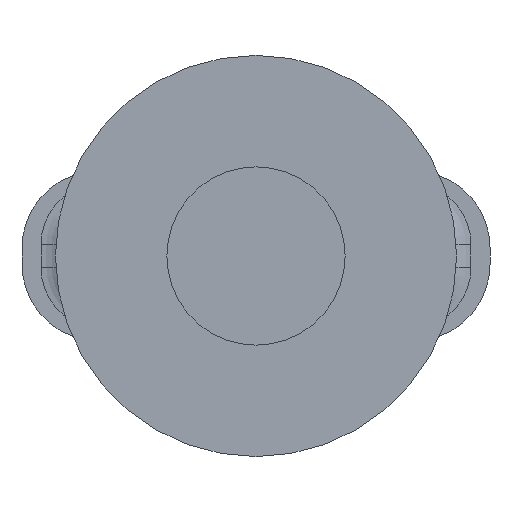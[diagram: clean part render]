
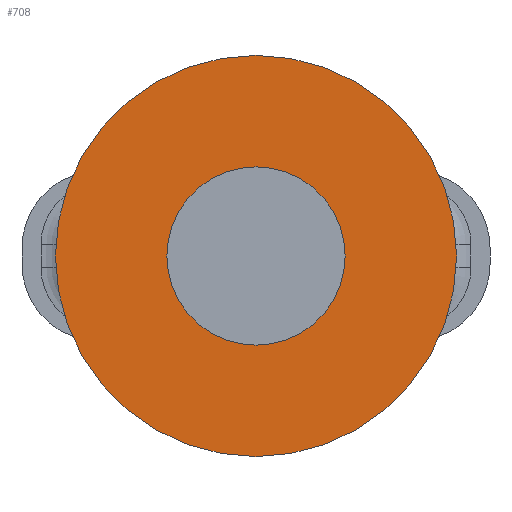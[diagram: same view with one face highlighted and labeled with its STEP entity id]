
A CAD part, front view. The second image highlights one B-rep face of the part: STEP entity #708.
In plain terms, the highlighted planar face has unit normal (0, -1, 0).
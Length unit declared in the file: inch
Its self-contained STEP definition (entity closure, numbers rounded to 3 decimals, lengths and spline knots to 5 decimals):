
#17 = ORIENTED_EDGE ( 'NONE', *, *, #1266, .F. ) ;
#31 = ORIENTED_EDGE ( 'NONE', *, *, #1545, .F. ) ;
#77 = DIRECTION ( 'NONE',  ( 0., 1., 0. ) ) ;
#129 = DIRECTION ( 'NONE',  ( 0., -1., 0. ) ) ;
#161 = CARTESIAN_POINT ( 'NONE',  ( 0., 0.037, 0. ) ) ;
#243 = AXIS2_PLACEMENT_3D ( 'NONE', #161, #1267, #496 ) ;
#292 = ORIENTED_EDGE ( 'NONE', *, *, #1299, .T. ) ;
#296 = DIRECTION ( 'NONE',  ( 0., 0., -1. ) ) ;
#329 = AXIS2_PLACEMENT_3D ( 'NONE', #544, #1149, #1414 ) ;
#496 = DIRECTION ( 'NONE',  ( 0., 0., 1. ) ) ;
#503 = VERTEX_POINT ( 'NONE', #686 ) ;
#544 = CARTESIAN_POINT ( 'NONE',  ( 0., 0.037, 0. ) ) ;
#671 = CIRCLE ( 'NONE', #858, 0.15748 ) ;
#686 = CARTESIAN_POINT ( 'NONE',  ( 0., 0.037, -0.35433 ) ) ;
#708 = ADVANCED_FACE ( 'NONE', ( #1034, #1178 ), #1473, .T. ) ;
#739 = VERTEX_POINT ( 'NONE', #759 ) ;
#748 = AXIS2_PLACEMENT_3D ( 'NONE', #1490, #129, #296 ) ;
#759 = CARTESIAN_POINT ( 'NONE',  ( 0., 0.037, 0.15748 ) ) ;
#781 = CARTESIAN_POINT ( 'NONE',  ( 0., 0.037, 0. ) ) ;
#836 = CARTESIAN_POINT ( 'NONE',  ( 0., 0.037, -0.15748 ) ) ;
#858 = AXIS2_PLACEMENT_3D ( 'NONE', #781, #1377, #1277 ) ;
#977 = CIRCLE ( 'NONE', #329, 0.35433 ) ;
#1034 = FACE_BOUND ( 'NONE', #1383, .T. ) ;
#1149 = DIRECTION ( 'NONE',  ( 0., 1., 0. ) ) ;
#1178 = FACE_OUTER_BOUND ( 'NONE', #1826, .T. ) ;
#1258 = CARTESIAN_POINT ( 'NONE',  ( 0., 0.037, 0. ) ) ;
#1266 = EDGE_CURVE ( 'NONE', #1820, #503, #1394, .T. ) ;
#1267 = DIRECTION ( 'NONE',  ( 0., 1., 0. ) ) ;
#1277 = DIRECTION ( 'NONE',  ( 0., 0., 1. ) ) ;
#1299 = EDGE_CURVE ( 'NONE', #1459, #739, #1590, .T. ) ;
#1377 = DIRECTION ( 'NONE',  ( 0., 1., 0. ) ) ;
#1383 = EDGE_LOOP ( 'NONE', ( #1384, #292 ) ) ;
#1384 = ORIENTED_EDGE ( 'NONE', *, *, #1753, .T. ) ;
#1394 = CIRCLE ( 'NONE', #243, 0.35433 ) ;
#1403 = CARTESIAN_POINT ( 'NONE',  ( 0., 0.037, 0.35433 ) ) ;
#1414 = DIRECTION ( 'NONE',  ( 0., 0., 1. ) ) ;
#1459 = VERTEX_POINT ( 'NONE', #836 ) ;
#1473 = PLANE ( 'NONE',  #748 ) ;
#1490 = CARTESIAN_POINT ( 'NONE',  ( 0., 0.037, 0. ) ) ;
#1538 = DIRECTION ( 'NONE',  ( 0., 0., 1. ) ) ;
#1545 = EDGE_CURVE ( 'NONE', #503, #1820, #977, .T. ) ;
#1590 = CIRCLE ( 'NONE', #1621, 0.15748 ) ;
#1621 = AXIS2_PLACEMENT_3D ( 'NONE', #1258, #77, #1538 ) ;
#1753 = EDGE_CURVE ( 'NONE', #739, #1459, #671, .T. ) ;
#1820 = VERTEX_POINT ( 'NONE', #1403 ) ;
#1826 = EDGE_LOOP ( 'NONE', ( #17, #31 ) ) ;
